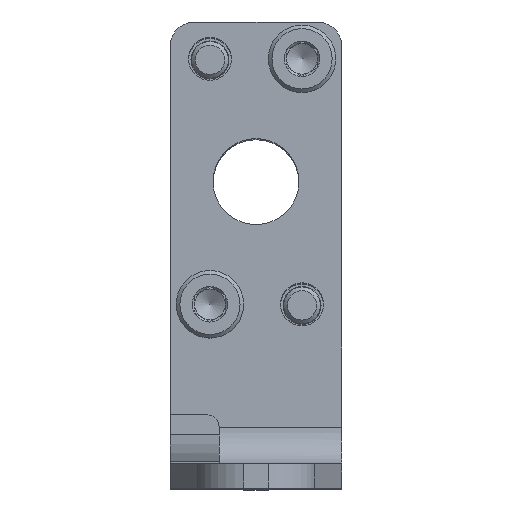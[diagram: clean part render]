
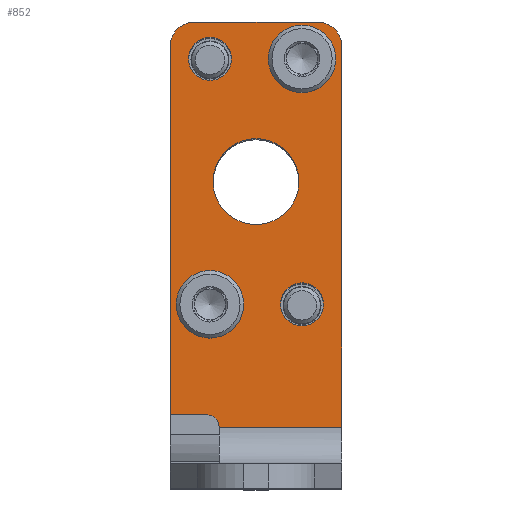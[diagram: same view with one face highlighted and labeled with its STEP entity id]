
A CAD part, top view. The second image highlights one B-rep face of the part: STEP entity #852.
In plain terms, the highlighted face is planar.
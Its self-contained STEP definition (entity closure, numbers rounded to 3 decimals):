
#97=CIRCLE('',#952,3.5);
#98=CIRCLE('',#953,1.75);
#99=CIRCLE('',#954,1.75);
#100=CIRCLE('',#955,1.75);
#101=CIRCLE('',#956,1.75);
#102=CIRCLE('',#957,1.);
#103=CIRCLE('',#958,2.);
#104=CIRCLE('',#959,2.);
#173=ORIENTED_EDGE('',*,*,#392,.F.);
#174=ORIENTED_EDGE('',*,*,#393,.F.);
#175=ORIENTED_EDGE('',*,*,#394,.F.);
#176=ORIENTED_EDGE('',*,*,#395,.F.);
#177=ORIENTED_EDGE('',*,*,#396,.F.);
#178=ORIENTED_EDGE('',*,*,#397,.F.);
#179=ORIENTED_EDGE('',*,*,#398,.T.);
#180=ORIENTED_EDGE('',*,*,#362,.T.);
#181=ORIENTED_EDGE('',*,*,#399,.T.);
#182=ORIENTED_EDGE('',*,*,#400,.F.);
#183=ORIENTED_EDGE('',*,*,#401,.T.);
#184=ORIENTED_EDGE('',*,*,#402,.F.);
#185=ORIENTED_EDGE('',*,*,#403,.F.);
#362=EDGE_CURVE('',#475,#474,#547,.T.);
#392=EDGE_CURVE('',#499,#499,#97,.F.);
#393=EDGE_CURVE('',#500,#500,#98,.F.);
#394=EDGE_CURVE('',#501,#501,#99,.F.);
#395=EDGE_CURVE('',#502,#502,#100,.F.);
#396=EDGE_CURVE('',#503,#503,#101,.F.);
#397=EDGE_CURVE('',#504,#505,#102,.F.);
#398=EDGE_CURVE('',#504,#475,#562,.T.);
#399=EDGE_CURVE('',#474,#506,#103,.F.);
#400=EDGE_CURVE('',#507,#506,#563,.T.);
#401=EDGE_CURVE('',#507,#508,#104,.F.);
#402=EDGE_CURVE('',#509,#508,#564,.T.);
#403=EDGE_CURVE('',#505,#509,#565,.T.);
#474=VERTEX_POINT('',#1340);
#475=VERTEX_POINT('',#1342);
#499=VERTEX_POINT('',#1400);
#500=VERTEX_POINT('',#1402);
#501=VERTEX_POINT('',#1404);
#502=VERTEX_POINT('',#1406);
#503=VERTEX_POINT('',#1408);
#504=VERTEX_POINT('',#1410);
#505=VERTEX_POINT('',#1411);
#506=VERTEX_POINT('',#1414);
#507=VERTEX_POINT('',#1416);
#508=VERTEX_POINT('',#1418);
#509=VERTEX_POINT('',#1420);
#547=LINE('',#1341,#605);
#562=LINE('',#1412,#620);
#563=LINE('',#1415,#621);
#564=LINE('',#1419,#622);
#565=LINE('',#1421,#623);
#605=VECTOR('',#1057,1000.);
#620=VECTOR('',#1122,1000.);
#621=VECTOR('',#1125,1000.);
#622=VECTOR('',#1128,1000.);
#623=VECTOR('',#1129,1000.);
#667=EDGE_LOOP('',(#173));
#668=EDGE_LOOP('',(#174));
#669=EDGE_LOOP('',(#175));
#670=EDGE_LOOP('',(#176));
#671=EDGE_LOOP('',(#177));
#672=EDGE_LOOP('',(#178,#179,#180,#181,#182,#183,#184,#185));
#748=FACE_BOUND('',#667,.T.);
#749=FACE_BOUND('',#668,.T.);
#750=FACE_BOUND('',#669,.T.);
#751=FACE_BOUND('',#670,.T.);
#752=FACE_BOUND('',#671,.T.);
#753=FACE_BOUND('',#672,.T.);
#823=PLANE('',#951);
#852=ADVANCED_FACE('',(#748,#749,#750,#751,#752,#753),#823,.F.);
#951=AXIS2_PLACEMENT_3D('',#1398,#1108,#1109);
#952=AXIS2_PLACEMENT_3D('',#1399,#1110,#1111);
#953=AXIS2_PLACEMENT_3D('',#1401,#1112,#1113);
#954=AXIS2_PLACEMENT_3D('',#1403,#1114,#1115);
#955=AXIS2_PLACEMENT_3D('',#1405,#1116,#1117);
#956=AXIS2_PLACEMENT_3D('',#1407,#1118,#1119);
#957=AXIS2_PLACEMENT_3D('',#1409,#1120,#1121);
#958=AXIS2_PLACEMENT_3D('',#1413,#1123,#1124);
#959=AXIS2_PLACEMENT_3D('',#1417,#1126,#1127);
#1057=DIRECTION('',(0.,1.,0.));
#1108=DIRECTION('',(0.,0.,1.));
#1109=DIRECTION('',(1.,0.,0.));
#1110=DIRECTION('',(0.,0.,1.));
#1111=DIRECTION('',(1.,0.,0.));
#1112=DIRECTION('',(0.,0.,1.));
#1113=DIRECTION('',(1.,0.,0.));
#1114=DIRECTION('',(0.,0.,1.));
#1115=DIRECTION('',(1.,0.,0.));
#1116=DIRECTION('',(0.,0.,1.));
#1117=DIRECTION('',(1.,0.,0.));
#1118=DIRECTION('',(0.,0.,1.));
#1119=DIRECTION('',(1.,0.,0.));
#1120=DIRECTION('',(0.,0.,1.));
#1121=DIRECTION('',(1.,0.,0.));
#1122=DIRECTION('',(-1.,0.,0.));
#1123=DIRECTION('',(0.,0.,1.));
#1124=DIRECTION('',(1.,0.,0.));
#1125=DIRECTION('',(-1.,0.,0.));
#1126=DIRECTION('',(0.,0.,1.));
#1127=DIRECTION('',(1.,0.,0.));
#1128=DIRECTION('',(0.,1.,0.));
#1129=DIRECTION('',(1.,0.,0.));
#1340=CARTESIAN_POINT('',(-7.,36.,11.));
#1341=CARTESIAN_POINT('',(-7.,5.,11.));
#1342=CARTESIAN_POINT('',(-7.,5.,11.));
#1398=CARTESIAN_POINT('',(7.,5.,11.));
#1399=CARTESIAN_POINT('',(0.,25.,11.));
#1400=CARTESIAN_POINT('',(3.5,25.,11.));
#1401=CARTESIAN_POINT('',(3.75,35.,11.));
#1402=CARTESIAN_POINT('',(5.5,35.,11.));
#1403=CARTESIAN_POINT('',(3.75,15.,11.));
#1404=CARTESIAN_POINT('',(5.5,15.,11.));
#1405=CARTESIAN_POINT('',(-3.75,35.,11.));
#1406=CARTESIAN_POINT('',(-2.,35.,11.));
#1407=CARTESIAN_POINT('',(-3.75,15.,11.));
#1408=CARTESIAN_POINT('',(-2.,15.,11.));
#1409=CARTESIAN_POINT('',(4.,5.,11.));
#1410=CARTESIAN_POINT('',(3.,5.,11.));
#1411=CARTESIAN_POINT('',(4.,6.,11.));
#1412=CARTESIAN_POINT('',(7.,5.,11.));
#1413=CARTESIAN_POINT('',(-5.,36.,11.));
#1414=CARTESIAN_POINT('',(-5.,38.,11.));
#1415=CARTESIAN_POINT('',(7.,38.,11.));
#1416=CARTESIAN_POINT('',(5.,38.,11.));
#1417=CARTESIAN_POINT('',(5.,36.,11.));
#1418=CARTESIAN_POINT('',(7.,36.,11.));
#1419=CARTESIAN_POINT('',(7.,5.,11.));
#1420=CARTESIAN_POINT('',(7.,6.,11.));
#1421=CARTESIAN_POINT('',(7.,6.,11.));
